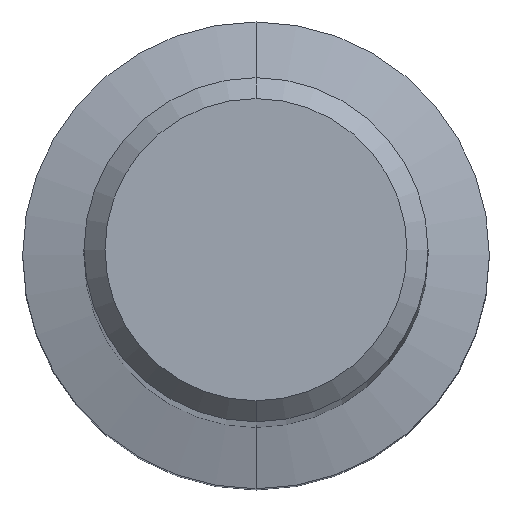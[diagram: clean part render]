
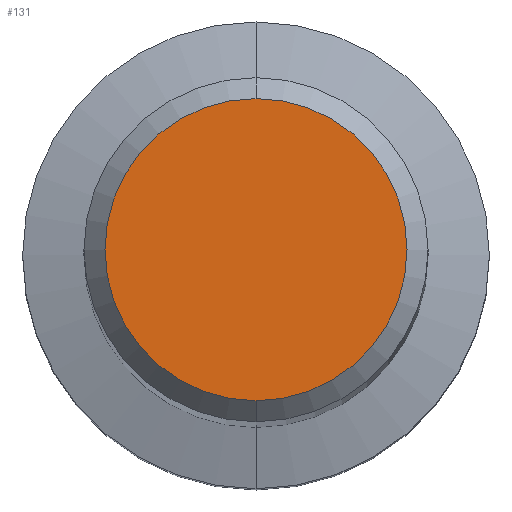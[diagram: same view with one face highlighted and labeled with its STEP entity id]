
A CAD part, top view. The second image highlights one B-rep face of the part: STEP entity #131.
In plain terms, the highlighted planar face has unit normal (0, 0, 1).
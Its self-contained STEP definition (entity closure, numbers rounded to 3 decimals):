
#131=ADVANCED_FACE('',(#331),#332,.T.);
#133=VERTEX_POINT('',#334);
#167=VERTEX_POINT('',#372);
#263=EDGE_CURVE('',#167,#133,#480,.T.);
#291=EDGE_CURVE('',#133,#167,#512,.T.);
#331=FACE_OUTER_BOUND('',#546,.T.);
#332=PLANE('',#547);
#334=CARTESIAN_POINT('',(0.,-3.6,0.0));
#372=CARTESIAN_POINT('',(0.0,3.6,0.0));
#480=CIRCLE('',#740,3.6);
#512=CIRCLE('',#784,3.6);
#546=EDGE_LOOP('',(#808,#809));
#547=AXIS2_PLACEMENT_3D('',#810,#811,#812);
#740=AXIS2_PLACEMENT_3D('',#1002,#1003,#1004);
#784=AXIS2_PLACEMENT_3D('',#1041,#1042,#1043);
#808=ORIENTED_EDGE('',*,*,#263,.F.);
#809=ORIENTED_EDGE('',*,*,#291,.F.);
#810=CARTESIAN_POINT('',(0.0,1.8,0.0));
#811=DIRECTION('',(-0.0,0.0,1.0));
#812=DIRECTION('',(0.0,-1.0,0.0));
#1002=CARTESIAN_POINT('',(0.0,0.0,0.0));
#1003=DIRECTION('',(0.0,0.0,-1.0));
#1004=DIRECTION('',(0.0,1.0,0.0));
#1041=CARTESIAN_POINT('',(0.0,0.0,0.0));
#1042=DIRECTION('',(0.0,0.0,-1.0));
#1043=DIRECTION('',(0.0,1.0,0.0));
